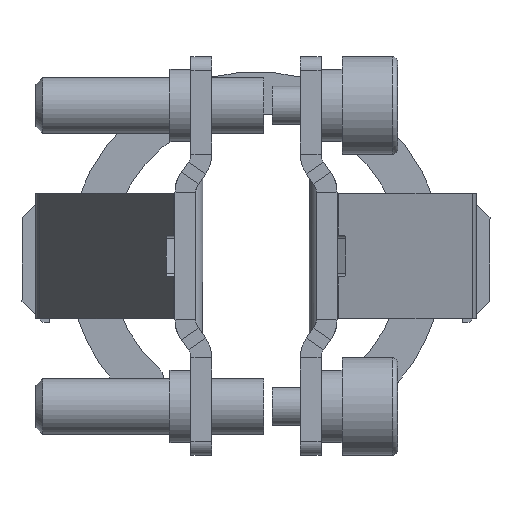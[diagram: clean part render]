
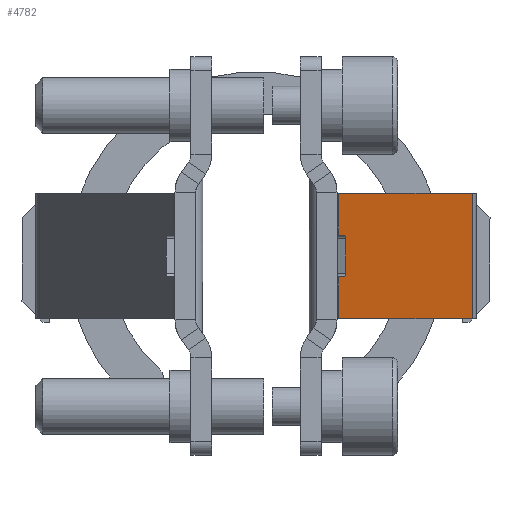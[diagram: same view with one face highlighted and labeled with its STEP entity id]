
A CAD part, front view. The second image highlights one B-rep face of the part: STEP entity #4782.
In plain terms, the highlighted planar face has unit normal (0.891, -0.454, 0).
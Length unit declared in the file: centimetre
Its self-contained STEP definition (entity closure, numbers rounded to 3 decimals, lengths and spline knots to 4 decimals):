
#138=CIRCLE('',#5048,0.025);
#140=CIRCLE('',#5052,0.025);
#446=FACE_OUTER_BOUND('',#715,.T.);
#715=EDGE_LOOP('',(#3129,#3130,#3131,#3132,#3133,#3134,#3135,#3136,#3137,
#3138));
#993=LINE('',#7008,#1431);
#997=LINE('',#7020,#1435);
#1055=LINE('',#7188,#1493);
#1056=LINE('',#7191,#1494);
#1057=LINE('',#7192,#1495);
#1058=LINE('',#7194,#1496);
#1059=LINE('',#7196,#1497);
#1060=LINE('',#7197,#1498);
#1431=VECTOR('',#5585,1.);
#1435=VECTOR('',#5597,1.);
#1493=VECTOR('',#5765,1.);
#1494=VECTOR('',#5768,1.);
#1495=VECTOR('',#5769,1.);
#1496=VECTOR('',#5770,1.);
#1497=VECTOR('',#5771,1.);
#1498=VECTOR('',#5772,1.);
#1890=VERTEX_POINT('',#6998);
#1891=VERTEX_POINT('',#6999);
#1894=VERTEX_POINT('',#7007);
#1896=VERTEX_POINT('',#7013);
#1898=VERTEX_POINT('',#7019);
#1951=VERTEX_POINT('',#7175);
#1953=VERTEX_POINT('',#7181);
#1954=VERTEX_POINT('',#7190);
#1955=VERTEX_POINT('',#7193);
#1956=VERTEX_POINT('',#7195);
#2307=EDGE_CURVE('',#1890,#1891,#138,.T.);
#2311=EDGE_CURVE('',#1894,#1891,#993,.T.);
#2314=EDGE_CURVE('',#1894,#1896,#140,.T.);
#2317=EDGE_CURVE('',#1898,#1896,#997,.T.);
#2401=EDGE_CURVE('',#1951,#1953,#1055,.T.);
#2402=EDGE_CURVE('',#1953,#1954,#1056,.T.);
#2403=EDGE_CURVE('',#1954,#1898,#1057,.T.);
#2404=EDGE_CURVE('',#1890,#1955,#1058,.T.);
#2405=EDGE_CURVE('',#1955,#1956,#1059,.T.);
#2406=EDGE_CURVE('',#1956,#1951,#1060,.T.);
#3129=ORIENTED_EDGE('',*,*,#2401,.T.);
#3130=ORIENTED_EDGE('',*,*,#2402,.T.);
#3131=ORIENTED_EDGE('',*,*,#2403,.T.);
#3132=ORIENTED_EDGE('',*,*,#2317,.T.);
#3133=ORIENTED_EDGE('',*,*,#2314,.F.);
#3134=ORIENTED_EDGE('',*,*,#2311,.T.);
#3135=ORIENTED_EDGE('',*,*,#2307,.F.);
#3136=ORIENTED_EDGE('',*,*,#2404,.T.);
#3137=ORIENTED_EDGE('',*,*,#2405,.T.);
#3138=ORIENTED_EDGE('',*,*,#2406,.T.);
#4262=PLANE('',#5110);
#4782=ADVANCED_FACE('',(#446),#4262,.F.);
#5048=AXIS2_PLACEMENT_3D('',#7000,#5577,#5578);
#5052=AXIS2_PLACEMENT_3D('',#7014,#5590,#5591);
#5110=AXIS2_PLACEMENT_3D('',#7189,#5766,#5767);
#5577=DIRECTION('center_axis',(0.891,-0.454,0.));
#5578=DIRECTION('ref_axis',(0.321,0.63,-0.707));
#5585=DIRECTION('',(0.,0.,-1.));
#5590=DIRECTION('center_axis',(0.891,-0.454,0.));
#5591=DIRECTION('ref_axis',(0.321,0.63,0.707));
#5597=DIRECTION('',(0.454,0.891,0.));
#5765=DIRECTION('',(0.,0.,1.));
#5766=DIRECTION('center_axis',(-0.891,0.454,0.));
#5767=DIRECTION('ref_axis',(0.454,0.891,0.));
#5768=DIRECTION('',(-0.454,-0.891,0.));
#5769=DIRECTION('',(0.,0.,-1.));
#5770=DIRECTION('',(-0.454,-0.891,0.));
#5771=DIRECTION('',(0.,0.,-1.));
#5772=DIRECTION('',(0.454,0.891,0.));
#6998=CARTESIAN_POINT('',(0.6323,-3.9172,-0.15));
#6999=CARTESIAN_POINT('',(0.6436,-3.8949,-0.125));
#7000=CARTESIAN_POINT('Origin',(0.6323,-3.9172,-0.125));
#7007=CARTESIAN_POINT('',(0.6436,-3.8949,0.125));
#7008=CARTESIAN_POINT('',(0.6436,-3.8949,0.075));
#7013=CARTESIAN_POINT('',(0.6323,-3.9172,0.15));
#7014=CARTESIAN_POINT('Origin',(0.6323,-3.9172,0.125));
#7019=CARTESIAN_POINT('',(0.5933,-3.9937,0.15));
#7020=CARTESIAN_POINT('',(0.428,-4.3181,0.15));
#7175=CARTESIAN_POINT('',(1.5546,-2.1071,-0.45));
#7181=CARTESIAN_POINT('',(1.5546,-2.1071,0.45));
#7188=CARTESIAN_POINT('',(1.5546,-2.1071,0.225));
#7189=CARTESIAN_POINT('Origin',(0.3259,-4.5186,0.));
#7190=CARTESIAN_POINT('',(0.5933,-3.9937,0.45));
#7191=CARTESIAN_POINT('',(2.8001,0.3374,0.45));
#7192=CARTESIAN_POINT('',(0.5933,-3.9937,0.075));
#7193=CARTESIAN_POINT('',(0.5933,-3.9937,-0.15));
#7194=CARTESIAN_POINT('',(0.4848,-4.2068,-0.15));
#7195=CARTESIAN_POINT('',(0.5933,-3.9937,-0.45));
#7196=CARTESIAN_POINT('',(0.5933,-3.9937,-0.225));
#7197=CARTESIAN_POINT('',(0.5301,-4.1177,-0.45));
